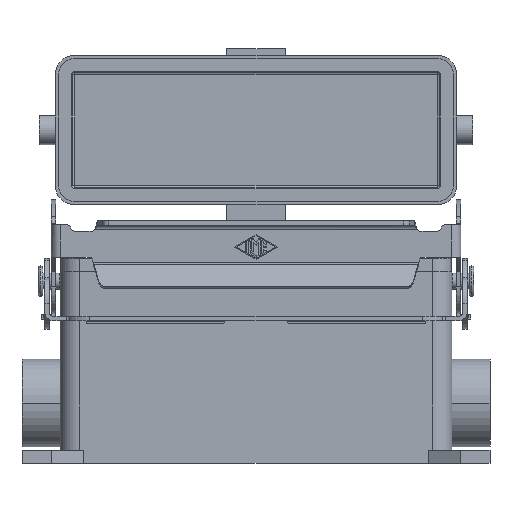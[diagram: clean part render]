
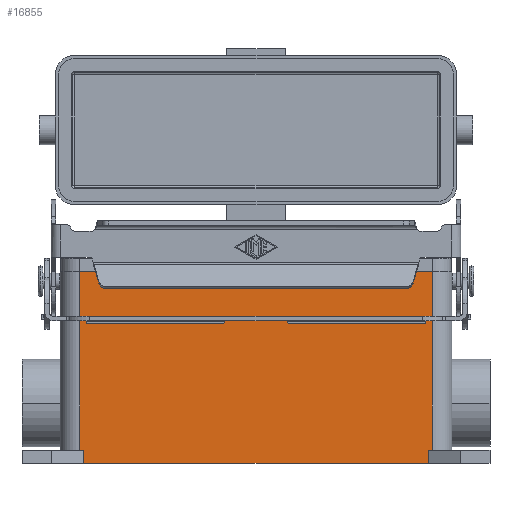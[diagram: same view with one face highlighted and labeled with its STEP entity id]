
A CAD part, front view. The second image highlights one B-rep face of the part: STEP entity #16855.
In plain terms, the highlighted planar face has unit normal (0, -1, 0).
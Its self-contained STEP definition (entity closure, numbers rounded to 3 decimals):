
#16616=CARTESIAN_POINT('',(53.0,-22.25,-56.));
#16617=VERTEX_POINT('',#16616);
#16624=CARTESIAN_POINT('',(-53.0,-22.25,-56.));
#16625=VERTEX_POINT('',#16624);
#16626=CARTESIAN_POINT('',(53.0,-22.25,-56.));
#16627=DIRECTION('',(-1.0,0.0,0.0));
#16628=VECTOR('',#16627,106.0);
#16629=LINE('',#16626,#16628);
#16630=EDGE_CURVE('',#16617,#16625,#16629,.T.);
#16781=CARTESIAN_POINT('',(-53.0,-22.25,-52.));
#16782=VERTEX_POINT('',#16781);
#16791=CARTESIAN_POINT('',(-53.0,-22.25,-56.));
#16792=DIRECTION('',(0.0,0.0,1.0));
#16793=VECTOR('',#16792,4.);
#16794=LINE('',#16791,#16793);
#16795=EDGE_CURVE('',#16625,#16782,#16794,.T.);
#16800=CARTESIAN_POINT('',(53.0,-22.25,-56.));
#16801=DIRECTION('',(0.0,-1.0,0.0));
#16802=DIRECTION('',(0.0,0.0,-1.0));
#16803=AXIS2_PLACEMENT_3D('',#16800,#16801,#16802);
#16804=PLANE('',#16803);
#16805=ORIENTED_EDGE('',*,*,#16795,.F.);
#16806=ORIENTED_EDGE('',*,*,#16630,.F.);
#16807=CARTESIAN_POINT('',(53.0,-22.25,-52.));
#16808=VERTEX_POINT('',#16807);
#16809=CARTESIAN_POINT('',(53.0,-22.25,-56.));
#16810=DIRECTION('',(0.0,0.0,1.0));
#16811=VECTOR('',#16810,4.);
#16812=LINE('',#16809,#16811);
#16813=EDGE_CURVE('',#16617,#16808,#16812,.T.);
#16814=ORIENTED_EDGE('',*,*,#16813,.T.);
#16815=CARTESIAN_POINT('',(54.25,-22.25,-52.));
#16816=VERTEX_POINT('',#16815);
#16817=CARTESIAN_POINT('',(54.25,-22.25,-52.));
#16818=DIRECTION('',(-1.0,0.0,0.0));
#16819=VECTOR('',#16818,1.25);
#16820=LINE('',#16817,#16819);
#16821=EDGE_CURVE('',#16816,#16808,#16820,.T.);
#16822=ORIENTED_EDGE('',*,*,#16821,.F.);
#16823=CARTESIAN_POINT('',(54.25,-22.25,3.));
#16824=VERTEX_POINT('',#16823);
#16825=CARTESIAN_POINT('',(54.25,-22.25,-52.));
#16826=DIRECTION('',(0.0,0.0,1.0));
#16827=VECTOR('',#16826,55.0);
#16828=LINE('',#16825,#16827);
#16829=EDGE_CURVE('',#16816,#16824,#16828,.T.);
#16830=ORIENTED_EDGE('',*,*,#16829,.T.);
#16831=CARTESIAN_POINT('',(-54.25,-22.25,3.));
#16832=VERTEX_POINT('',#16831);
#16833=CARTESIAN_POINT('',(54.25,-22.25,3.));
#16834=DIRECTION('',(-1.0,0.0,0.0));
#16835=VECTOR('',#16834,108.5);
#16836=LINE('',#16833,#16835);
#16837=EDGE_CURVE('',#16824,#16832,#16836,.T.);
#16838=ORIENTED_EDGE('',*,*,#16837,.T.);
#16839=CARTESIAN_POINT('',(-54.25,-22.25,-52.));
#16840=VERTEX_POINT('',#16839);
#16841=CARTESIAN_POINT('',(-54.25,-22.25,-52.));
#16842=DIRECTION('',(0.0,0.0,1.0));
#16843=VECTOR('',#16842,55.0);
#16844=LINE('',#16841,#16843);
#16845=EDGE_CURVE('',#16840,#16832,#16844,.T.);
#16846=ORIENTED_EDGE('',*,*,#16845,.F.);
#16847=CARTESIAN_POINT('',(-53.0,-22.25,-52.));
#16848=DIRECTION('',(-1.0,0.0,0.0));
#16849=VECTOR('',#16848,1.25);
#16850=LINE('',#16847,#16849);
#16851=EDGE_CURVE('',#16782,#16840,#16850,.T.);
#16852=ORIENTED_EDGE('',*,*,#16851,.F.);
#16853=EDGE_LOOP('',(#16805,#16806,#16814,#16822,#16830,#16838,#16846,#16852));
#16854=FACE_OUTER_BOUND('',#16853,.T.);
#16855=ADVANCED_FACE('',(#16854),#16804,.T.);
